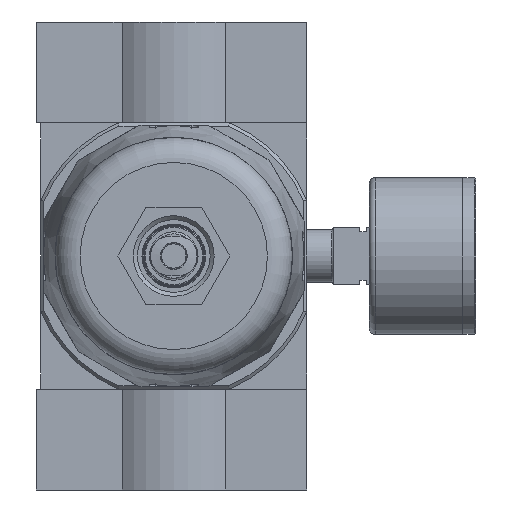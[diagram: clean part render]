
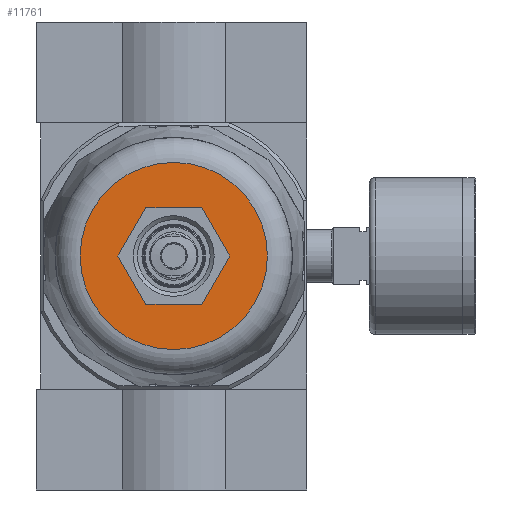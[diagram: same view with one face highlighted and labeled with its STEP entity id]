
A CAD part, front view. The second image highlights one B-rep face of the part: STEP entity #11761.
In plain terms, the highlighted planar face has unit normal (0, -1, 0).
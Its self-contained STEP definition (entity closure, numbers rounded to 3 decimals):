
#902=CIRCLE('',#12619,23.2);
#2302=ORIENTED_EDGE('',*,*,#4314,.T.);
#2303=ORIENTED_EDGE('',*,*,#4315,.T.);
#2304=ORIENTED_EDGE('',*,*,#4316,.T.);
#2305=ORIENTED_EDGE('',*,*,#4317,.T.);
#2306=ORIENTED_EDGE('',*,*,#4318,.T.);
#2307=ORIENTED_EDGE('',*,*,#4319,.T.);
#2308=ORIENTED_EDGE('',*,*,#4320,.T.);
#4314=EDGE_CURVE('',#5426,#5426,#902,.T.);
#4315=EDGE_CURVE('',#5427,#5428,#6105,.T.);
#4316=EDGE_CURVE('',#5428,#5429,#6106,.T.);
#4317=EDGE_CURVE('',#5429,#5430,#6107,.T.);
#4318=EDGE_CURVE('',#5430,#5431,#6108,.T.);
#4319=EDGE_CURVE('',#5431,#5432,#6109,.T.);
#4320=EDGE_CURVE('',#5432,#5427,#6110,.T.);
#5426=VERTEX_POINT('',#17806);
#5427=VERTEX_POINT('',#17808);
#5428=VERTEX_POINT('',#17809);
#5429=VERTEX_POINT('',#17811);
#5430=VERTEX_POINT('',#17813);
#5431=VERTEX_POINT('',#17815);
#5432=VERTEX_POINT('',#17817);
#6105=LINE('',#17807,#6633);
#6106=LINE('',#17810,#6634);
#6107=LINE('',#17812,#6635);
#6108=LINE('',#17814,#6636);
#6109=LINE('',#17816,#6637);
#6110=LINE('',#17818,#6638);
#6633=VECTOR('',#14377,1000.);
#6634=VECTOR('',#14378,1000.);
#6635=VECTOR('',#14379,1000.);
#6636=VECTOR('',#14380,1000.);
#6637=VECTOR('',#14381,1000.);
#6638=VECTOR('',#14382,1000.);
#7274=EDGE_LOOP('',(#2302));
#7275=EDGE_LOOP('',(#2303,#2304,#2305,#2306,#2307,#2308));
#8064=FACE_BOUND('',#7274,.T.);
#8065=FACE_BOUND('',#7275,.T.);
#8678=PLANE('',#12618);
#11761=ADVANCED_FACE('',(#8064,#8065),#8678,.F.);
#12618=AXIS2_PLACEMENT_3D('',#17804,#14373,#14374);
#12619=AXIS2_PLACEMENT_3D('',#17805,#14375,#14376);
#14373=DIRECTION('',(0.,1.,0.));
#14374=DIRECTION('',(0.,0.,1.));
#14375=DIRECTION('',(0.,-1.,0.));
#14376=DIRECTION('',(0.,0.,-1.));
#14377=DIRECTION('',(0.,0.,1.));
#14378=DIRECTION('',(0.866,0.,0.5));
#14379=DIRECTION('',(0.866,0.,-0.5));
#14380=DIRECTION('',(0.,0.,-1.));
#14381=DIRECTION('',(-0.866,0.,-0.5));
#14382=DIRECTION('',(-0.866,0.,0.5));
#17804=CARTESIAN_POINT('',(23.2,-164.,0.));
#17805=CARTESIAN_POINT('',(0.,-164.,0.));
#17806=CARTESIAN_POINT('',(0.,-164.,-23.2));
#17807=CARTESIAN_POINT('',(-12.,-164.,-6.928));
#17808=CARTESIAN_POINT('',(-12.,-164.,-6.928));
#17809=CARTESIAN_POINT('',(-12.,-164.,6.928));
#17810=CARTESIAN_POINT('',(-12.,-164.,6.928));
#17811=CARTESIAN_POINT('',(0.,-164.,13.856));
#17812=CARTESIAN_POINT('',(0.,-164.,13.856));
#17813=CARTESIAN_POINT('',(12.,-164.,6.928));
#17814=CARTESIAN_POINT('',(12.,-164.,6.928));
#17815=CARTESIAN_POINT('',(12.,-164.,-6.928));
#17816=CARTESIAN_POINT('',(12.,-164.,-6.928));
#17817=CARTESIAN_POINT('',(0.,-164.,-13.856));
#17818=CARTESIAN_POINT('',(0.,-164.,-13.856));
